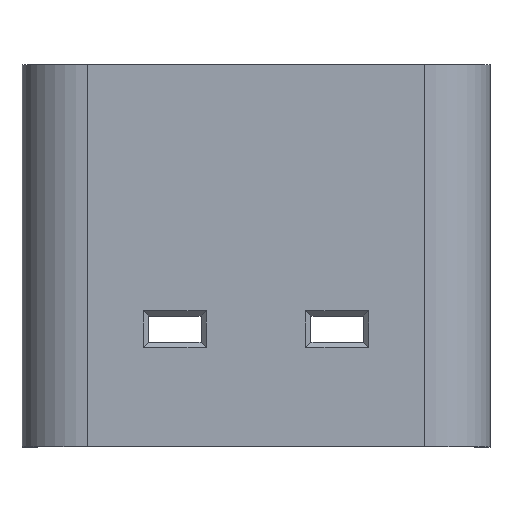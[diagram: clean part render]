
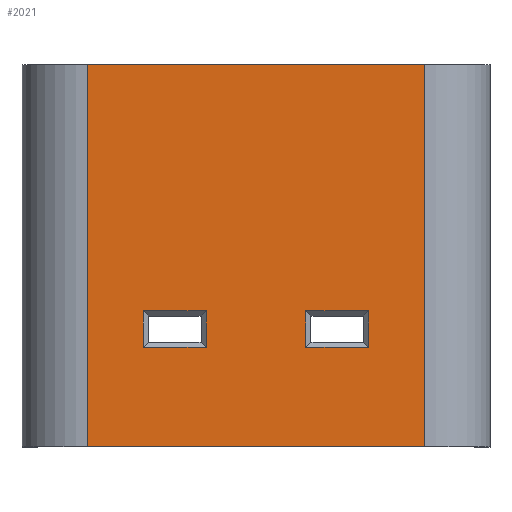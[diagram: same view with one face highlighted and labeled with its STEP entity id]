
A CAD part, top view. The second image highlights one B-rep face of the part: STEP entity #2021.
In plain terms, the highlighted planar face has unit normal (0, 0, 1).
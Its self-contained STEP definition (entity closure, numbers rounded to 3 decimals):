
#525=ORIENTED_EDGE('',*,*,#704,.T.);
#526=ORIENTED_EDGE('',*,*,#699,.T.);
#527=ORIENTED_EDGE('',*,*,#706,.T.);
#528=ORIENTED_EDGE('',*,*,#708,.T.);
#529=ORIENTED_EDGE('',*,*,#716,.T.);
#530=ORIENTED_EDGE('',*,*,#711,.T.);
#531=ORIENTED_EDGE('',*,*,#718,.T.);
#532=ORIENTED_EDGE('',*,*,#720,.T.);
#533=ORIENTED_EDGE('',*,*,#973,.T.);
#534=ORIENTED_EDGE('',*,*,#964,.T.);
#535=ORIENTED_EDGE('',*,*,#972,.F.);
#536=ORIENTED_EDGE('',*,*,#962,.T.);
#699=EDGE_CURVE('',#994,#993,#1181,.T.);
#704=EDGE_CURVE('',#996,#994,#1186,.T.);
#706=EDGE_CURVE('',#993,#999,#1188,.T.);
#708=EDGE_CURVE('',#999,#996,#1190,.T.);
#711=EDGE_CURVE('',#1002,#1001,#1193,.T.);
#716=EDGE_CURVE('',#1004,#1002,#1198,.T.);
#718=EDGE_CURVE('',#1001,#1007,#1200,.T.);
#720=EDGE_CURVE('',#1007,#1004,#1202,.T.);
#962=EDGE_CURVE('',#1169,#1171,#1384,.T.);
#964=EDGE_CURVE('',#1174,#1172,#1385,.T.);
#972=EDGE_CURVE('',#1169,#1172,#1390,.T.);
#973=EDGE_CURVE('',#1171,#1174,#1391,.T.);
#993=VERTEX_POINT('',#2786);
#994=VERTEX_POINT('',#2788);
#996=VERTEX_POINT('',#2794);
#999=VERTEX_POINT('',#2801);
#1001=VERTEX_POINT('',#2810);
#1002=VERTEX_POINT('',#2812);
#1004=VERTEX_POINT('',#2818);
#1007=VERTEX_POINT('',#2825);
#1169=VERTEX_POINT('',#3308);
#1171=VERTEX_POINT('',#3312);
#1172=VERTEX_POINT('',#3316);
#1174=VERTEX_POINT('',#3319);
#1181=LINE('',#2787,#1411);
#1186=LINE('',#2797,#1416);
#1188=LINE('',#2802,#1418);
#1190=LINE('',#2805,#1420);
#1193=LINE('',#2811,#1423);
#1198=LINE('',#2821,#1428);
#1200=LINE('',#2826,#1430);
#1202=LINE('',#2829,#1432);
#1384=LINE('',#3313,#1614);
#1385=LINE('',#3318,#1615);
#1390=LINE('',#3333,#1620);
#1391=LINE('',#3335,#1621);
#1411=VECTOR('',#2221,1000.);
#1416=VECTOR('',#2228,1000.);
#1418=VECTOR('',#2232,1000.);
#1420=VECTOR('',#2236,1000.);
#1423=VECTOR('',#2241,1000.);
#1428=VECTOR('',#2248,1000.);
#1430=VECTOR('',#2252,1000.);
#1432=VECTOR('',#2256,1000.);
#1614=VECTOR('',#2714,1000.);
#1615=VECTOR('',#2719,1000.);
#1620=VECTOR('',#2732,1000.);
#1621=VECTOR('',#2735,1000.);
#1731=EDGE_LOOP('',(#525,#526,#527,#528));
#1732=EDGE_LOOP('',(#529,#530,#531,#532));
#1733=EDGE_LOOP('',(#533,#534,#535,#536));
#1843=FACE_BOUND('',#1731,.T.);
#1844=FACE_BOUND('',#1732,.T.);
#1845=FACE_BOUND('',#1733,.T.);
#1924=PLANE('',#2201);
#2021=ADVANCED_FACE('',(#1843,#1844,#1845),#1924,.F.);
#2201=AXIS2_PLACEMENT_3D('',#3334,#2733,#2734);
#2221=DIRECTION('',(0.,1.,0.));
#2228=DIRECTION('',(-1.,0.,0.));
#2232=DIRECTION('',(1.,0.,0.));
#2236=DIRECTION('',(0.,-1.,0.));
#2241=DIRECTION('',(0.,1.,0.));
#2248=DIRECTION('',(-1.,0.,0.));
#2252=DIRECTION('',(1.,0.,0.));
#2256=DIRECTION('',(0.,-1.,0.));
#2714=DIRECTION('',(0.,-1.,0.));
#2719=DIRECTION('',(0.,1.,0.));
#2732=DIRECTION('',(1.,0.,0.));
#2733=DIRECTION('',(0.,0.,-1.));
#2734=DIRECTION('',(-1.,0.,0.));
#2735=DIRECTION('',(1.,0.,0.));
#2786=CARTESIAN_POINT('',(-0.479,49.602,6.));
#2787=CARTESIAN_POINT('',(-0.479,54.302,6.));
#2788=CARTESIAN_POINT('',(-0.479,48.902,6.));
#2794=CARTESIAN_POINT('',(0.721,48.902,6.));
#2797=CARTESIAN_POINT('',(6.141,48.902,6.));
#2801=CARTESIAN_POINT('',(0.721,49.602,6.));
#2802=CARTESIAN_POINT('',(6.141,49.602,6.));
#2805=CARTESIAN_POINT('',(0.721,54.302,6.));
#2810=CARTESIAN_POINT('',(2.621,49.602,6.));
#2811=CARTESIAN_POINT('',(2.621,54.302,6.));
#2812=CARTESIAN_POINT('',(2.621,48.902,6.));
#2818=CARTESIAN_POINT('',(3.821,48.902,6.));
#2821=CARTESIAN_POINT('',(6.141,48.902,6.));
#2825=CARTESIAN_POINT('',(3.821,49.602,6.));
#2826=CARTESIAN_POINT('',(6.141,49.602,6.));
#2829=CARTESIAN_POINT('',(3.821,54.302,6.));
#3308=CARTESIAN_POINT('',(-1.549,54.302,6.));
#3312=CARTESIAN_POINT('',(-1.549,47.002,6.));
#3313=CARTESIAN_POINT('',(-1.549,54.302,6.));
#3316=CARTESIAN_POINT('',(4.891,54.302,6.));
#3318=CARTESIAN_POINT('',(4.891,54.302,6.));
#3319=CARTESIAN_POINT('',(4.891,47.002,6.));
#3333=CARTESIAN_POINT('',(6.141,54.302,6.));
#3334=CARTESIAN_POINT('',(6.141,54.302,6.));
#3335=CARTESIAN_POINT('',(6.141,47.002,6.));
